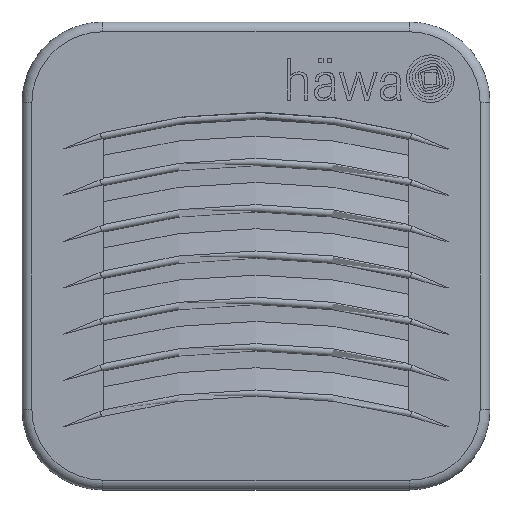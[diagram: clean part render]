
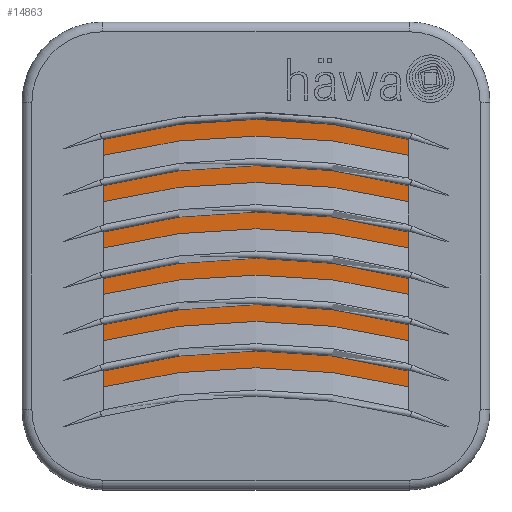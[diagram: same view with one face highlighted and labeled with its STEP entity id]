
A CAD part, top view. The second image highlights one B-rep face of the part: STEP entity #14863.
In plain terms, the highlighted planar face has unit normal (0, 0, 1).
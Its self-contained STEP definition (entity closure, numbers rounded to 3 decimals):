
#10 = EDGE_CURVE ( 'NONE', #16026, #25347, #23488, .T. ) ;
#542 = LINE ( 'NONE', #5109, #25614 ) ;
#2813 = DIRECTION ( 'NONE',  ( 0., 0., 1. ) ) ;
#2907 = CARTESIAN_POINT ( 'NONE',  ( 43.5, -43.5, -15.2 ) ) ;
#2987 = FACE_OUTER_BOUND ( 'NONE', #18915, .T. ) ;
#3655 = LINE ( 'NONE', #6327, #30181 ) ;
#4741 = VERTEX_POINT ( 'NONE', #6554 ) ;
#5109 = CARTESIAN_POINT ( 'NONE',  ( 42.5, -43.5, -15.2 ) ) ;
#5157 = DIRECTION ( 'NONE',  ( -1., 0., 0. ) ) ;
#5209 = PLANE ( 'NONE',  #20277 ) ;
#6236 = CARTESIAN_POINT ( 'NONE',  ( 42.5, 42.5, -15.2 ) ) ;
#6327 = CARTESIAN_POINT ( 'NONE',  ( -42.5, -43.5, -15.2 ) ) ;
#6554 = CARTESIAN_POINT ( 'NONE',  ( 42.5, -42.5, -15.2 ) ) ;
#6991 = EDGE_CURVE ( 'NONE', #4741, #24273, #27837, .T. ) ;
#8688 = DIRECTION ( 'NONE',  ( 0., 1., 0. ) ) ;
#8960 = CARTESIAN_POINT ( 'NONE',  ( 43.5, 42.5, -15.2 ) ) ;
#14664 = DIRECTION ( 'NONE',  ( 1., 0., 0. ) ) ;
#14863 = ADVANCED_FACE ( 'NONE', ( #2987 ), #5209, .T. ) ;
#16026 = VERTEX_POINT ( 'NONE', #20453 ) ;
#16561 = CARTESIAN_POINT ( 'NONE',  ( 43.5, -42.5, -15.2 ) ) ;
#17298 = EDGE_CURVE ( 'NONE', #25347, #4741, #542, .T. ) ;
#18526 = DIRECTION ( 'NONE',  ( 1., 0., 0. ) ) ;
#18618 = VECTOR ( 'NONE', #5157, 1000. ) ;
#18915 = EDGE_LOOP ( 'NONE', ( #27142, #30195, #21627, #26484 ) ) ;
#20277 = AXIS2_PLACEMENT_3D ( 'NONE', #2907, #2813, #14664 ) ;
#20453 = CARTESIAN_POINT ( 'NONE',  ( -42.5, 42.5, -15.2 ) ) ;
#21170 = CARTESIAN_POINT ( 'NONE',  ( -42.5, -42.5, -15.2 ) ) ;
#21244 = VECTOR ( 'NONE', #18526, 1000. ) ;
#21627 = ORIENTED_EDGE ( 'NONE', *, *, #22032, .F. ) ;
#22032 = EDGE_CURVE ( 'NONE', #24273, #16026, #3655, .T. ) ;
#23488 = LINE ( 'NONE', #8960, #21244 ) ;
#24273 = VERTEX_POINT ( 'NONE', #21170 ) ;
#25347 = VERTEX_POINT ( 'NONE', #6236 ) ;
#25614 = VECTOR ( 'NONE', #28694, 1000. ) ;
#26484 = ORIENTED_EDGE ( 'NONE', *, *, #6991, .F. ) ;
#27142 = ORIENTED_EDGE ( 'NONE', *, *, #17298, .F. ) ;
#27837 = LINE ( 'NONE', #16561, #18618 ) ;
#28694 = DIRECTION ( 'NONE',  ( 0., -1., 0. ) ) ;
#30181 = VECTOR ( 'NONE', #8688, 1000. ) ;
#30195 = ORIENTED_EDGE ( 'NONE', *, *, #10, .F. ) ;
